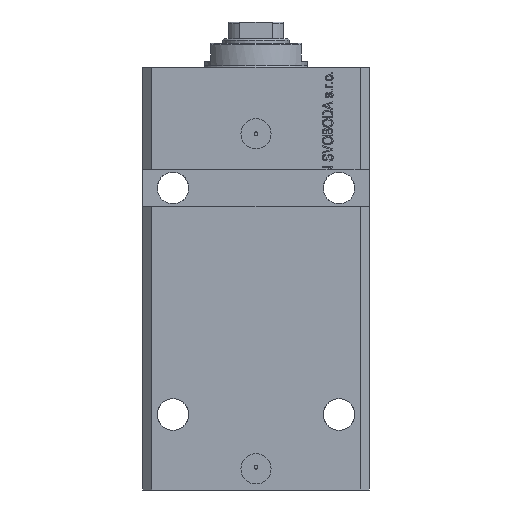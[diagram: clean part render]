
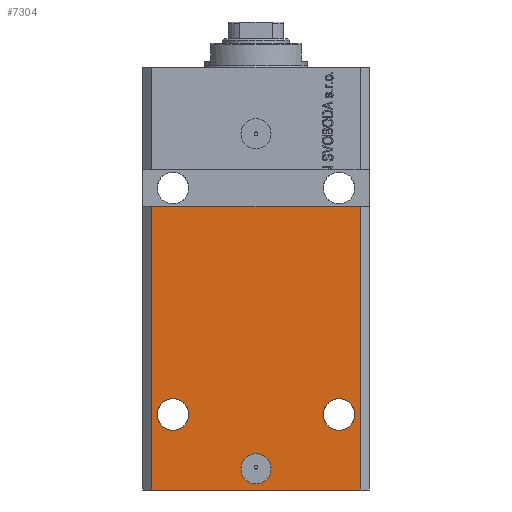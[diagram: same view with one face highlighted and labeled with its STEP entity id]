
A CAD part, front view. The second image highlights one B-rep face of the part: STEP entity #7304.
In plain terms, the highlighted planar face has unit normal (0, -1, 0).
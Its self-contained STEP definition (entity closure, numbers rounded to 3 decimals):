
#2115 = VERTEX_POINT ( 'NONE', #22613 ) ;
#2812 = VERTEX_POINT ( 'NONE', #18551 ) ;
#3612 = DIRECTION ( 'NONE',  ( 0., -1., 0. ) ) ;
#4403 = AXIS2_PLACEMENT_3D ( 'NONE', #9964, #13545, #39158 ) ;
#4836 = VECTOR ( 'NONE', #28397, 1000. ) ;
#5264 = CARTESIAN_POINT ( 'NONE',  ( -34.5, -27.5, -140. ) ) ;
#5546 = CARTESIAN_POINT ( 'NONE',  ( -37.5, -27.5, -46. ) ) ;
#5991 = CIRCLE ( 'NONE', #32769, 5.25 ) ;
#6116 = EDGE_LOOP ( 'NONE', ( #43278, #38099 ) ) ;
#6267 = VERTEX_POINT ( 'NONE', #23422 ) ;
#6954 = FACE_BOUND ( 'NONE', #14079, .T. ) ;
#7304 = ADVANCED_FACE ( 'NONE', ( #6954, #32581, #47186, #36403 ), #43603, .T. ) ;
#8166 = VERTEX_POINT ( 'NONE', #33292 ) ;
#8710 = VECTOR ( 'NONE', #36132, 1000. ) ;
#9170 = CARTESIAN_POINT ( 'NONE',  ( -27.5, -27.5, -115. ) ) ;
#9405 = DIRECTION ( 'NONE',  ( 1., 0., 0. ) ) ;
#9733 = AXIS2_PLACEMENT_3D ( 'NONE', #10793, #3612, #18202 ) ;
#9964 = CARTESIAN_POINT ( 'NONE',  ( 27.5, -27.5, -115. ) ) ;
#10354 = AXIS2_PLACEMENT_3D ( 'NONE', #31216, #42221, #19482 ) ;
#10793 = CARTESIAN_POINT ( 'NONE',  ( -34.5, -27.5, -140. ) ) ;
#11705 = AXIS2_PLACEMENT_3D ( 'NONE', #15031, #29661, #44969 ) ;
#13004 = ORIENTED_EDGE ( 'NONE', *, *, #40128, .T. ) ;
#13545 = DIRECTION ( 'NONE',  ( 0., -1., 0. ) ) ;
#13664 = ORIENTED_EDGE ( 'NONE', *, *, #36070, .F. ) ;
#14079 = EDGE_LOOP ( 'NONE', ( #40608, #29856 ) ) ;
#15031 = CARTESIAN_POINT ( 'NONE',  ( 27.5, -27.5, -115. ) ) ;
#15273 = LINE ( 'NONE', #21509, #8710 ) ;
#15531 = VERTEX_POINT ( 'NONE', #24365 ) ;
#15784 = DIRECTION ( 'NONE',  ( 0., 0., 1. ) ) ;
#16281 = ORIENTED_EDGE ( 'NONE', *, *, #18376, .F. ) ;
#18202 = DIRECTION ( 'NONE',  ( 0., 0., -1. ) ) ;
#18232 = VERTEX_POINT ( 'NONE', #42054 ) ;
#18376 = EDGE_CURVE ( 'NONE', #8166, #19365, #21948, .T. ) ;
#18551 = CARTESIAN_POINT ( 'NONE',  ( 34.5, -27.5, -140. ) ) ;
#18839 = CIRCLE ( 'NONE', #21097, 5. ) ;
#19365 = VERTEX_POINT ( 'NONE', #26808 ) ;
#19482 = DIRECTION ( 'NONE',  ( -1., 0., 0. ) ) ;
#19709 = DIRECTION ( 'NONE',  ( 0., -1., 0. ) ) ;
#20700 = EDGE_CURVE ( 'NONE', #15531, #27327, #18839, .T. ) ;
#21097 = AXIS2_PLACEMENT_3D ( 'NONE', #35036, #19709, #9405 ) ;
#21127 = CIRCLE ( 'NONE', #28015, 5. ) ;
#21509 = CARTESIAN_POINT ( 'NONE',  ( -34.5, -27.5, -140. ) ) ;
#21948 = CIRCLE ( 'NONE', #4403, 5.25 ) ;
#22613 = CARTESIAN_POINT ( 'NONE',  ( -32.75, -27.5, -115. ) ) ;
#23422 = CARTESIAN_POINT ( 'NONE',  ( -22.25, -27.5, -115. ) ) ;
#23771 = DIRECTION ( 'NONE',  ( 0., -1., 0. ) ) ;
#24365 = CARTESIAN_POINT ( 'NONE',  ( -5., -27.5, -133. ) ) ;
#24736 = EDGE_CURVE ( 'NONE', #6267, #2115, #5991, .T. ) ;
#24954 = ORIENTED_EDGE ( 'NONE', *, *, #36876, .F. ) ;
#26344 = EDGE_LOOP ( 'NONE', ( #28584, #24954, #13004, #34901 ) ) ;
#26361 = VERTEX_POINT ( 'NONE', #34220 ) ;
#26370 = CARTESIAN_POINT ( 'NONE',  ( 0., -27.5, -133. ) ) ;
#26808 = CARTESIAN_POINT ( 'NONE',  ( 22.25, -27.5, -115. ) ) ;
#27167 = CIRCLE ( 'NONE', #10354, 5.25 ) ;
#27327 = VERTEX_POINT ( 'NONE', #37351 ) ;
#27755 = VECTOR ( 'NONE', #15784, 1000. ) ;
#28015 = AXIS2_PLACEMENT_3D ( 'NONE', #26370, #34265, #30666 ) ;
#28397 = DIRECTION ( 'NONE',  ( 0., 0., 1. ) ) ;
#28584 = ORIENTED_EDGE ( 'NONE', *, *, #29082, .F. ) ;
#29062 = VECTOR ( 'NONE', #45776, 1000. ) ;
#29082 = EDGE_CURVE ( 'NONE', #18232, #26361, #38115, .T. ) ;
#29661 = DIRECTION ( 'NONE',  ( 0., -1., 0. ) ) ;
#29856 = ORIENTED_EDGE ( 'NONE', *, *, #20700, .F. ) ;
#30666 = DIRECTION ( 'NONE',  ( 1., 0., 0. ) ) ;
#31216 = CARTESIAN_POINT ( 'NONE',  ( -27.5, -27.5, -115. ) ) ;
#32354 = CIRCLE ( 'NONE', #11705, 5.25 ) ;
#32581 = FACE_BOUND ( 'NONE', #41912, .T. ) ;
#32769 = AXIS2_PLACEMENT_3D ( 'NONE', #9170, #23771, #38375 ) ;
#33292 = CARTESIAN_POINT ( 'NONE',  ( 32.75, -27.5, -115. ) ) ;
#33995 = LINE ( 'NONE', #44777, #27755 ) ;
#34220 = CARTESIAN_POINT ( 'NONE',  ( 34.5, -27.5, -46. ) ) ;
#34265 = DIRECTION ( 'NONE',  ( 0., -1., 0. ) ) ;
#34901 = ORIENTED_EDGE ( 'NONE', *, *, #36553, .T. ) ;
#35036 = CARTESIAN_POINT ( 'NONE',  ( 0., -27.5, -133. ) ) ;
#36070 = EDGE_CURVE ( 'NONE', #19365, #8166, #32354, .T. ) ;
#36132 = DIRECTION ( 'NONE',  ( 1., 0., 0. ) ) ;
#36403 = FACE_OUTER_BOUND ( 'NONE', #26344, .T. ) ;
#36553 = EDGE_CURVE ( 'NONE', #2812, #26361, #33995, .T. ) ;
#36876 = EDGE_CURVE ( 'NONE', #43998, #18232, #42534, .T. ) ;
#37351 = CARTESIAN_POINT ( 'NONE',  ( 5., -27.5, -133. ) ) ;
#38099 = ORIENTED_EDGE ( 'NONE', *, *, #42643, .F. ) ;
#38115 = LINE ( 'NONE', #5546, #29062 ) ;
#38375 = DIRECTION ( 'NONE',  ( -1., 0., 0. ) ) ;
#39158 = DIRECTION ( 'NONE',  ( 1., 0., 0. ) ) ;
#40128 = EDGE_CURVE ( 'NONE', #43998, #2812, #15273, .T. ) ;
#40608 = ORIENTED_EDGE ( 'NONE', *, *, #45902, .F. ) ;
#41912 = EDGE_LOOP ( 'NONE', ( #16281, #13664 ) ) ;
#42054 = CARTESIAN_POINT ( 'NONE',  ( -34.5, -27.5, -46. ) ) ;
#42221 = DIRECTION ( 'NONE',  ( 0., -1., 0. ) ) ;
#42534 = LINE ( 'NONE', #47075, #4836 ) ;
#42643 = EDGE_CURVE ( 'NONE', #2115, #6267, #27167, .T. ) ;
#43278 = ORIENTED_EDGE ( 'NONE', *, *, #24736, .F. ) ;
#43603 = PLANE ( 'NONE',  #9733 ) ;
#43998 = VERTEX_POINT ( 'NONE', #5264 ) ;
#44777 = CARTESIAN_POINT ( 'NONE',  ( 34.5, -27.5, -140. ) ) ;
#44969 = DIRECTION ( 'NONE',  ( 1., 0., 0. ) ) ;
#45776 = DIRECTION ( 'NONE',  ( 1., 0., 0. ) ) ;
#45902 = EDGE_CURVE ( 'NONE', #27327, #15531, #21127, .T. ) ;
#47075 = CARTESIAN_POINT ( 'NONE',  ( -34.5, -27.5, -140. ) ) ;
#47186 = FACE_BOUND ( 'NONE', #6116, .T. ) ;
